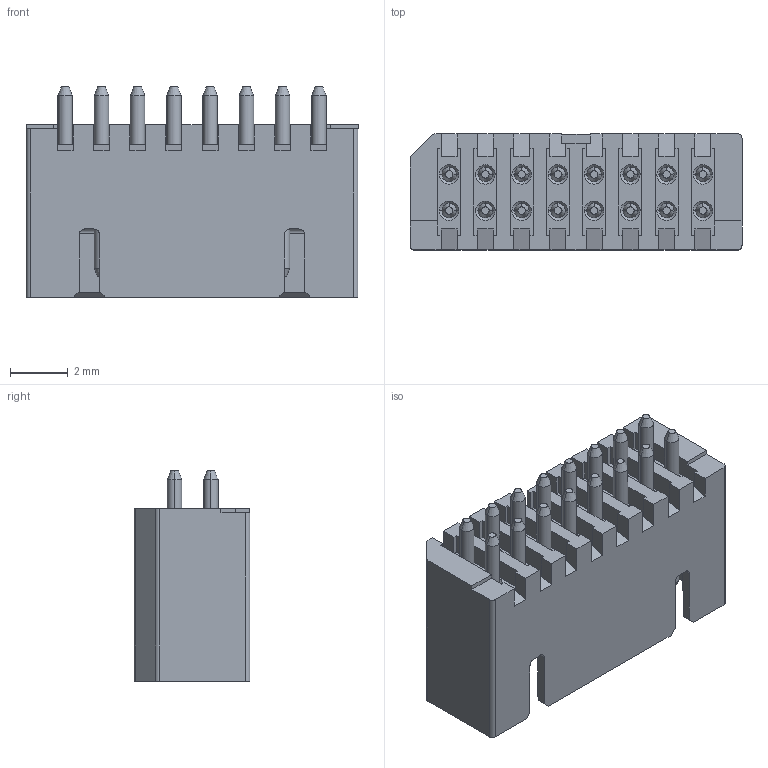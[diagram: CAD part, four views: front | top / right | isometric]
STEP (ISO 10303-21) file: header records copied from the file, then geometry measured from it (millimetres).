
FILE_DESCRIPTION( ('This file contains a STEP AP42 implementation' ,'as created by ZW3D STEP Interface translator.') ,'2;1' );
FILE_NAME( '3651-P016-059XXR04.stp' ,'241031.17 2 4', (''), ('ZWCAD Software Co.'), 'Version 1.0', 'ZW3D to STEP translator', '' );
FILE_SCHEMA(('AUTOMOTIVE_DESIGN { 1 0 10303 214 1 1 1 1 }'));
Length unit declared in the file: millimetre
Products named in the file (4): 0; 3651-P016-059XXR04; ____3_asm0001__3_3; dip-t__3_3
Assembly tree (17 placements, depth 2):
  0
  3651-P016-059XXR04
    ____3_asm0001__3_3
    dip-t__3_3  x16
Bounding box: 11.45 x 4 x 7.25 mm (x, y, z)
Volume: 176.9 mm3; surface area: 594.7 mm2
Topology: 17 solids, 17 shells, 437 faces, 1082 edges, 677 vertices
Faces by surface type: plane 185, cone 144, cylinder 80, bspline 28
Full cylindrical faces by diameter (mm): 0.47 x2
Entity records: 10218 total; most frequent: CARTESIAN_POINT 2557, ORIENTED_EDGE 1564, DIRECTION 1435, EDGE_CURVE 782, VECTOR 579, LINE 579, VERTEX_POINT 497, AXIS2_PLACEMENT_3D 428
